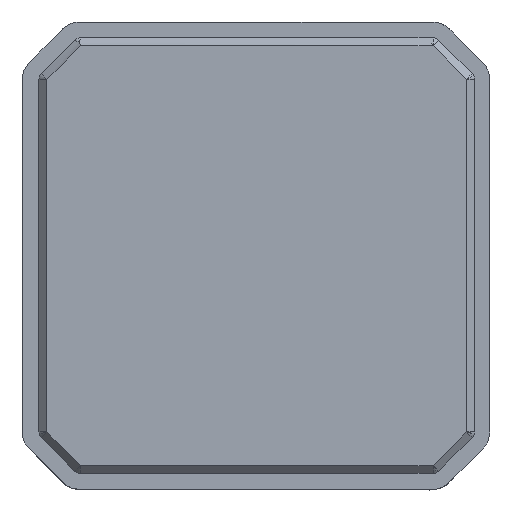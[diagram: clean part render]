
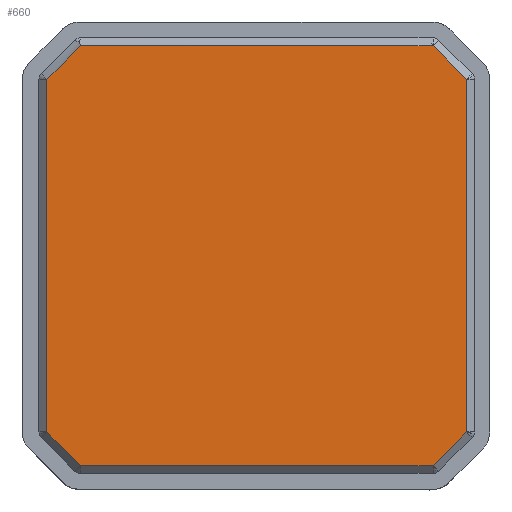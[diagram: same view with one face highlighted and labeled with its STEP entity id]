
A CAD part, top view. The second image highlights one B-rep face of the part: STEP entity #660.
In plain terms, the highlighted planar face has unit normal (0, 0, 1).
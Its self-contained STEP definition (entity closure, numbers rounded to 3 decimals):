
#597=PLANE('',#2906);
#660=ADVANCED_FACE('',(#868),#597,.F.);
#868=FACE_OUTER_BOUND('',#975,.T.);
#975=EDGE_LOOP('',(#1494,#1495,#1496,#1497,#1498,#1499,#1500,#1501));
#1494=ORIENTED_EDGE('',*,*,#2382,.T.);
#1495=ORIENTED_EDGE('',*,*,#2383,.T.);
#1496=ORIENTED_EDGE('',*,*,#2384,.T.);
#1497=ORIENTED_EDGE('',*,*,#2385,.T.);
#1498=ORIENTED_EDGE('',*,*,#2386,.T.);
#1499=ORIENTED_EDGE('',*,*,#2387,.T.);
#1500=ORIENTED_EDGE('',*,*,#2388,.T.);
#1501=ORIENTED_EDGE('',*,*,#2389,.T.);
#2088=VERTEX_POINT('',#4936);
#2089=VERTEX_POINT('',#4937);
#2090=VERTEX_POINT('',#4939);
#2091=VERTEX_POINT('',#4941);
#2092=VERTEX_POINT('',#4943);
#2093=VERTEX_POINT('',#4945);
#2094=VERTEX_POINT('',#4947);
#2095=VERTEX_POINT('',#4949);
#2382=EDGE_CURVE('',#2088,#2089,#2674,.T.);
#2383=EDGE_CURVE('',#2089,#2090,#2675,.T.);
#2384=EDGE_CURVE('',#2090,#2091,#2676,.T.);
#2385=EDGE_CURVE('',#2091,#2092,#2677,.T.);
#2386=EDGE_CURVE('',#2092,#2093,#2678,.T.);
#2387=EDGE_CURVE('',#2093,#2094,#2679,.T.);
#2388=EDGE_CURVE('',#2094,#2095,#2680,.T.);
#2389=EDGE_CURVE('',#2095,#2088,#2681,.T.);
#2674=LINE('',#4935,#2795);
#2675=LINE('',#4938,#2796);
#2676=LINE('',#4940,#2797);
#2677=LINE('',#4942,#2798);
#2678=LINE('',#4944,#2799);
#2679=LINE('',#4946,#2800);
#2680=LINE('',#4948,#2801);
#2681=LINE('',#4950,#2802);
#2795=VECTOR('',#3248,1.);
#2796=VECTOR('',#3249,1.);
#2797=VECTOR('',#3250,1.);
#2798=VECTOR('',#3251,1.);
#2799=VECTOR('',#3252,1.);
#2800=VECTOR('',#3253,1.);
#2801=VECTOR('',#3254,1.);
#2802=VECTOR('',#3255,1.);
#2906=AXIS2_PLACEMENT_3D('',#4951,#3256,#3257);
#3248=DIRECTION('',(0.,1.,0.));
#3249=DIRECTION('',(-0.707,0.707,0.));
#3250=DIRECTION('',(-1.,0.,0.));
#3251=DIRECTION('',(-0.707,-0.707,0.));
#3252=DIRECTION('',(0.,-1.,0.));
#3253=DIRECTION('',(0.707,-0.707,0.));
#3254=DIRECTION('',(1.,0.,0.));
#3255=DIRECTION('',(0.707,0.707,0.));
#3256=DIRECTION('',(0.,0.,-1.));
#3257=DIRECTION('',(-1.,0.,0.));
#4935=CARTESIAN_POINT('',(1.325,1.113,0.53));
#4936=CARTESIAN_POINT('',(1.325,-1.113,0.53));
#4937=CARTESIAN_POINT('',(1.325,1.113,0.53));
#4938=CARTESIAN_POINT('',(1.113,1.325,0.53));
#4939=CARTESIAN_POINT('',(1.113,1.325,0.53));
#4940=CARTESIAN_POINT('',(-1.113,1.325,0.53));
#4941=CARTESIAN_POINT('',(-1.113,1.325,0.53));
#4942=CARTESIAN_POINT('',(-1.325,1.113,0.53));
#4943=CARTESIAN_POINT('',(-1.325,1.113,0.53));
#4944=CARTESIAN_POINT('',(-1.325,-1.113,0.53));
#4945=CARTESIAN_POINT('',(-1.325,-1.113,0.53));
#4946=CARTESIAN_POINT('',(-1.113,-1.325,0.53));
#4947=CARTESIAN_POINT('',(-1.113,-1.325,0.53));
#4948=CARTESIAN_POINT('',(1.113,-1.325,0.53));
#4949=CARTESIAN_POINT('',(1.113,-1.325,0.53));
#4950=CARTESIAN_POINT('',(1.325,-1.113,0.53));
#4951=CARTESIAN_POINT('',(-1.205,-1.447,0.53));
